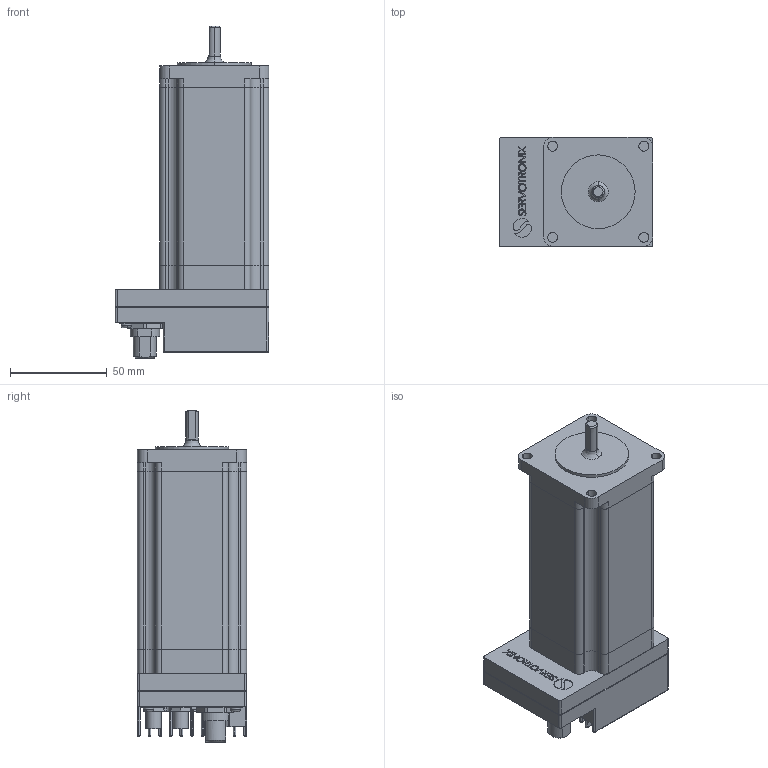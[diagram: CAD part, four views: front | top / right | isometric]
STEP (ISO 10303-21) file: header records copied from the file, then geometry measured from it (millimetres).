
FILE_DESCRIPTION (( 'STEP AP203' ), '1' );
FILE_NAME ('stepIM_IST-23L16CO10-0.STEP', '2016-04-03T10:26:27', ( 'owner' ), ( '' ), 'SwSTEP 2.0', 'SolidWorks 2013', '' );
FILE_SCHEMA (( 'CONFIG_CONTROL_DESIGN' ));
Length unit declared in the file: millimetre
Products named in the file (1): stepIM_IST-23L16CO10-0
Bounding box: 79.4 x 56.4 x 171.6 mm (x, y, z)
Volume: 433356 mm3; surface area: 90894.6 mm2
Topology: 22 solids, 26 shells, 1149 faces, 2860 edges, 1864 vertices
Faces by surface type: cylinder 513, plane 469, torus 82, bspline 77, cone 4, sphere 4
Entity records: 35172 total; most frequent: CARTESIAN_POINT 7002, DIRECTION 6015, ORIENTED_EDGE 5720, EDGE_CURVE 2860, AXIS2_PLACEMENT_3D 2253, VERTEX_POINT 1864, VECTOR 1509, LINE 1509
